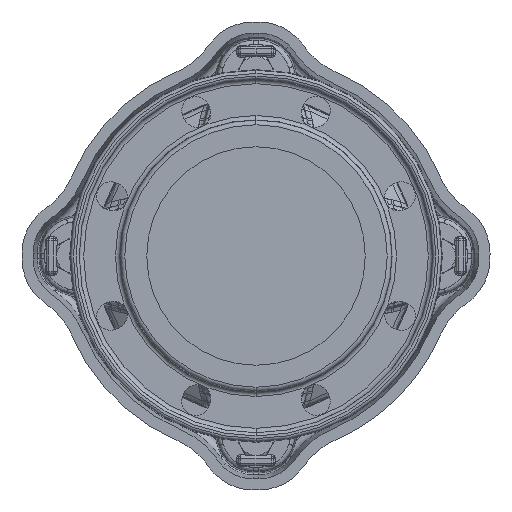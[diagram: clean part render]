
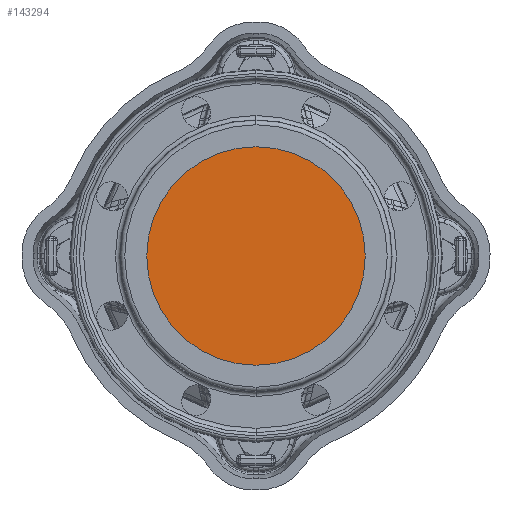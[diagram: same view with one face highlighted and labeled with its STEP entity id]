
A CAD part, left-side view. The second image highlights one B-rep face of the part: STEP entity #143294.
In plain terms, the highlighted planar face has unit normal (-1, 0, 0).
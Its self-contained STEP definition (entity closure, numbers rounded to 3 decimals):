
#9604 = VERTEX_POINT ( 'NONE', #108147 ) ;
#10399 = ORIENTED_EDGE ( 'NONE', *, *, #56266, .T. ) ;
#21214 = AXIS2_PLACEMENT_3D ( 'NONE', #133953, #202171, #219978 ) ;
#28526 = CARTESIAN_POINT ( 'NONE',  ( 1., 0., 0. ) ) ;
#36853 = CARTESIAN_POINT ( 'NONE',  ( 1., 0., -74.25 ) ) ;
#50899 = CIRCLE ( 'NONE', #112134, 74.25 ) ;
#56266 = EDGE_CURVE ( 'NONE', #9604, #225076, #93021, .T. ) ;
#82400 = EDGE_LOOP ( 'NONE', ( #10399, #198771 ) ) ;
#85059 = FACE_OUTER_BOUND ( 'NONE', #82400, .T. ) ;
#93021 = CIRCLE ( 'NONE', #191673, 74.25 ) ;
#108147 = CARTESIAN_POINT ( 'NONE',  ( 1., 0., 74.25 ) ) ;
#112134 = AXIS2_PLACEMENT_3D ( 'NONE', #220746, #219956, #150220 ) ;
#133953 = CARTESIAN_POINT ( 'NONE',  ( 1., 0., 0. ) ) ;
#143294 = ADVANCED_FACE ( 'NONE', ( #85059 ), #148730, .T. ) ;
#148730 = PLANE ( 'NONE',  #21214 ) ;
#149909 = DIRECTION ( 'NONE',  ( 0., 0., 1. ) ) ;
#150220 = DIRECTION ( 'NONE',  ( 0., 0., 1. ) ) ;
#182064 = EDGE_CURVE ( 'NONE', #225076, #9604, #50899, .T. ) ;
#191673 = AXIS2_PLACEMENT_3D ( 'NONE', #28526, #224237, #149909 ) ;
#198771 = ORIENTED_EDGE ( 'NONE', *, *, #182064, .T. ) ;
#202171 = DIRECTION ( 'NONE',  ( -1., 0., 0. ) ) ;
#219956 = DIRECTION ( 'NONE',  ( -1., 0., 0. ) ) ;
#219978 = DIRECTION ( 'NONE',  ( 0., 0., 1. ) ) ;
#220746 = CARTESIAN_POINT ( 'NONE',  ( 1., 0., 0. ) ) ;
#224237 = DIRECTION ( 'NONE',  ( -1., 0., 0. ) ) ;
#225076 = VERTEX_POINT ( 'NONE', #36853 ) ;
